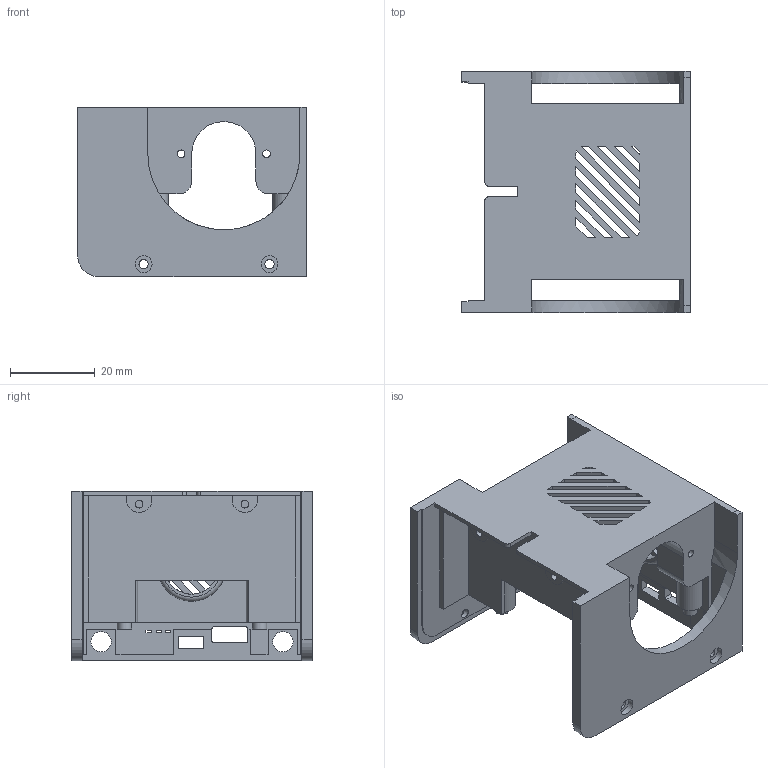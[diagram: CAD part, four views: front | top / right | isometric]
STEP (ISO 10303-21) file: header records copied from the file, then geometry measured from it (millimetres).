
FILE_DESCRIPTION(/* description */ (''),/* implementation_level */ '2;1');
FILE_NAME(/* name */ 'EduBot_Body.stp',/* time_stamp */ '2019-04-07T12:55:14+09:00',/* author */ ('tlsru'),/* organization */ (''),/* preprocessor_version */ 'ST-DEVELOPER v15.6',/* originating_system */ 'Autodesk Inventor 2015',/* authorisation */ '');
FILE_SCHEMA (('AUTOMOTIVE_DESIGN { 1 0 10303 214 3 1 1 }'));
Length unit declared in the file: millimetre
Products named in the file (1): EduBot_Body
Bounding box: 54.09 x 57 x 40.1 mm (x, y, z)
Volume: 25166.7 mm3; surface area: 20090.6 mm2
Topology: 1 solids, 1 shells, 221 faces, 642 edges, 427 vertices
Faces by surface type: plane 166, cylinder 54, torus 1
Full cylindrical faces by diameter (mm): 1.8 x10, 2.2 x4, 3.4 x4, 4 x4, 4.8 x2, 12.7 x1, 16.1 x1
Entity records: 7248 total; most frequent: CARTESIAN_POINT 1258, ORIENTED_EDGE 1224, DIRECTION 1186, EDGE_CURVE 612, LINE 482, VECTOR 482, VERTEX_POINT 424, AXIS2_PLACEMENT_3D 352
